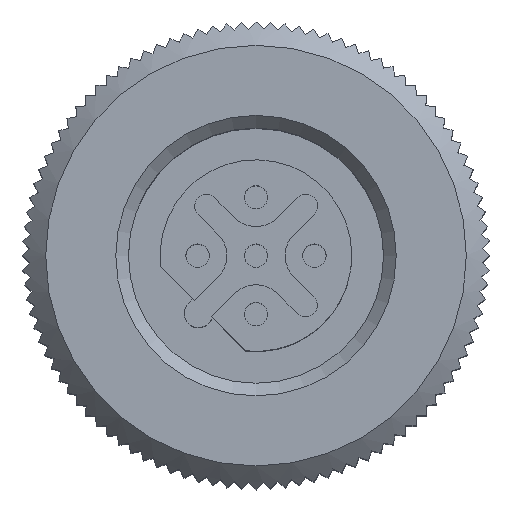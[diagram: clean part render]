
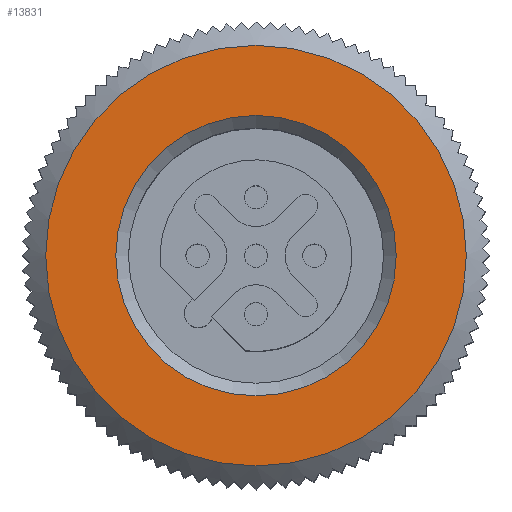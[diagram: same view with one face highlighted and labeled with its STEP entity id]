
A CAD part, top view. The second image highlights one B-rep face of the part: STEP entity #13831.
In plain terms, the highlighted planar face has unit normal (0, 0, 1).
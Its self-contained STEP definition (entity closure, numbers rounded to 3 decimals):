
#693=CIRCLE('',#14549,6.);
#694=CIRCLE('',#14551,9.);
#3264=ORIENTED_EDGE('',*,*,#4975,.F.);
#3265=ORIENTED_EDGE('',*,*,#4974,.T.);
#4974=EDGE_CURVE('',#5897,#5897,#693,.T.);
#4975=EDGE_CURVE('',#5898,#5898,#694,.T.);
#5897=VERTEX_POINT('',#20939);
#5898=VERTEX_POINT('',#20942);
#8242=EDGE_LOOP('',(#3264));
#8243=EDGE_LOOP('',(#3265));
#8840=FACE_BOUND('',#8242,.T.);
#8841=FACE_BOUND('',#8243,.T.);
#9294=PLANE('',#14550);
#13831=ADVANCED_FACE('',(#8840,#8841),#9294,.F.);
#14549=AXIS2_PLACEMENT_3D('',#20938,#16810,#16811);
#14550=AXIS2_PLACEMENT_3D('',#20940,#16812,#16813);
#14551=AXIS2_PLACEMENT_3D('',#20941,#16814,#16815);
#16810=DIRECTION('',(0.,0.,-1.));
#16811=DIRECTION('',(-1.,0.,0.));
#16812=DIRECTION('',(0.,0.,-1.));
#16813=DIRECTION('',(-1.,0.,0.));
#16814=DIRECTION('',(0.,0.,-1.));
#16815=DIRECTION('',(-1.,0.,0.));
#20938=CARTESIAN_POINT('',(0.,0.,55.));
#20939=CARTESIAN_POINT('',(-6.,0.,55.));
#20940=CARTESIAN_POINT('',(0.,0.,55.));
#20941=CARTESIAN_POINT('',(0.,0.,55.));
#20942=CARTESIAN_POINT('',(-9.,0.,55.));
